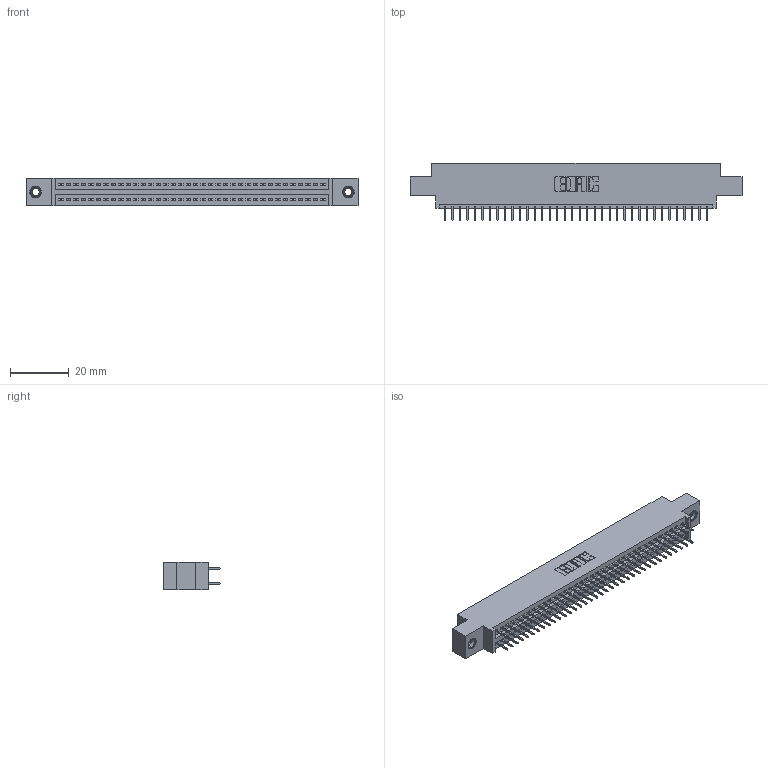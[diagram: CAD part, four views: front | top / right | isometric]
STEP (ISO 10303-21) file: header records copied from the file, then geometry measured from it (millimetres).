
FILE_DESCRIPTION (( 'STEP AP203' ), '1' );
FILE_NAME ('395-072-524-807.STEP', '2019-10-24T12:04:48', ( '' ), ( '' ), 'SwSTEP 2.0', 'SolidWorks 2016', '' );
FILE_SCHEMA (( 'CONFIG_CONTROL_DESIGN' ));
Length unit declared in the file: inch
Products named in the file (4): 345 Part_0.170 Offset - 0.156 Dia-TI; 345-292-001_345-293-124; 345-250-001_345-250-005-103; 395-072-524-807
Assembly tree (75 placements, depth 2):
  395-072-524-807
    345 Part_0.170 Offset - 0.156 Dia-TI
    345-292-001_345-293-124  x72
    345-250-001_345-250-005-103  x2
Bounding box: 112.65 x 19.35 x 9.4 mm (x, y, z)
Volume: 10651.3 mm3; surface area: 15511.9 mm2
Topology: 75 solids, 75 shells, 4078 faces, 11505 edges, 7374 vertices
Faces by surface type: plane 2924, cylinder 1138, cone 12, torus 4
Entity records: 30446 total; most frequent: CARTESIAN_POINT 5091, ORIENTED_EDGE 5018, DIRECTION 4523, EDGE_CURVE 2509, VECTOR 2217, LINE 2217, VERTEX_POINT 1664, AXIS2_PLACEMENT_3D 1153
